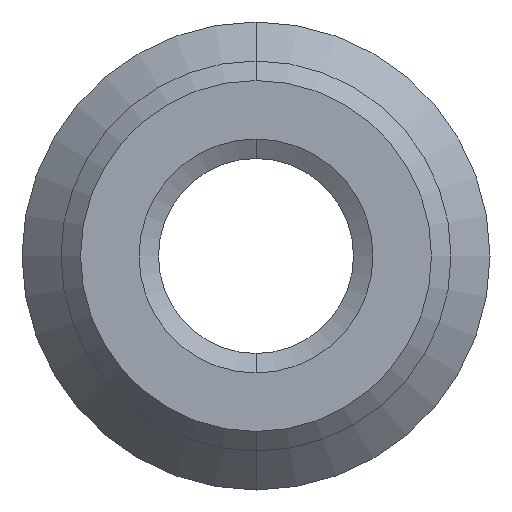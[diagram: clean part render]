
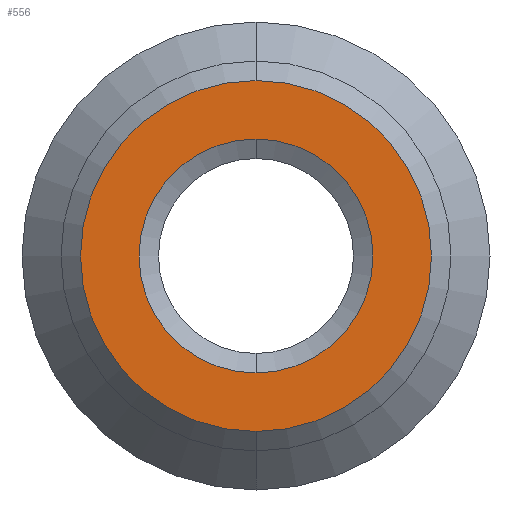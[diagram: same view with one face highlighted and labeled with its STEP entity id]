
A CAD part, front view. The second image highlights one B-rep face of the part: STEP entity #556.
In plain terms, the highlighted planar face has unit normal (0, -1, 0).
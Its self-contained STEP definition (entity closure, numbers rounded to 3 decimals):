
#3 = AXIS2_PLACEMENT_3D ( 'NONE', #16, #7, #6 ) ;
#4 = CIRCLE ( 'NONE', #3, 4.5 ) ;
#6 = DIRECTION ( 'NONE',  ( 0., 0., -1. ) ) ;
#7 = DIRECTION ( 'NONE',  ( 0., -1., 0. ) ) ;
#16 = CARTESIAN_POINT ( 'NONE',  ( 0., 0., 0. ) ) ;
#20 = CARTESIAN_POINT ( 'NONE',  ( 0., 0., -3. ) ) ;
#35 = DIRECTION ( 'NONE',  ( 0., 0., -1. ) ) ;
#36 = DIRECTION ( 'NONE',  ( 0., -1., 0. ) ) ;
#37 = CARTESIAN_POINT ( 'NONE',  ( 0., 0., 0. ) ) ;
#38 = AXIS2_PLACEMENT_3D ( 'NONE', #37, #36, #35 ) ;
#39 = CIRCLE ( 'NONE', #38, 3. ) ;
#206 = CARTESIAN_POINT ( 'NONE',  ( 0., 0., -4.5 ) ) ;
#438 = DIRECTION ( 'NONE',  ( 0., 0., -1. ) ) ;
#446 = DIRECTION ( 'NONE',  ( 0., -1., 0. ) ) ;
#447 = CARTESIAN_POINT ( 'NONE',  ( 0., 0., 0. ) ) ;
#448 = AXIS2_PLACEMENT_3D ( 'NONE', #447, #446, #438 ) ;
#449 = CIRCLE ( 'NONE', #448, 3. ) ;
#463 = CARTESIAN_POINT ( 'NONE',  ( 0., 0., 3. ) ) ;
#470 = ORIENTED_EDGE ( 'NONE', *, *, #547, .T. ) ;
#547 = EDGE_CURVE ( 'NONE', #640, #548, #919, .T. ) ;
#548 = VERTEX_POINT ( 'NONE', #914 ) ;
#552 = EDGE_LOOP ( 'NONE', ( #614, #553 ) ) ;
#553 = ORIENTED_EDGE ( 'NONE', *, *, #597, .F. ) ;
#556 = ADVANCED_FACE ( 'NONE', ( #910, #909 ), #904, .T. ) ;
#597 = EDGE_CURVE ( 'NONE', #599, #619, #449, .T. ) ;
#599 = VERTEX_POINT ( 'NONE', #463 ) ;
#610 = EDGE_LOOP ( 'NONE', ( #611, #470 ) ) ;
#611 = ORIENTED_EDGE ( 'NONE', *, *, #612, .T. ) ;
#612 = EDGE_CURVE ( 'NONE', #548, #640, #4, .T. ) ;
#614 = ORIENTED_EDGE ( 'NONE', *, *, #624, .F. ) ;
#619 = VERTEX_POINT ( 'NONE', #20 ) ;
#624 = EDGE_CURVE ( 'NONE', #619, #599, #39, .T. ) ;
#640 = VERTEX_POINT ( 'NONE', #206 ) ;
#899 = DIRECTION ( 'NONE',  ( 0., 0., -1. ) ) ;
#900 = DIRECTION ( 'NONE',  ( 0., -1., 0. ) ) ;
#901 = CARTESIAN_POINT ( 'NONE',  ( 4.5, 0., 0. ) ) ;
#902 = AXIS2_PLACEMENT_3D ( 'NONE', #901, #900, #899 ) ;
#904 = PLANE ( 'NONE',  #902 ) ;
#909 = FACE_OUTER_BOUND ( 'NONE', #610, .T. ) ;
#910 = FACE_BOUND ( 'NONE', #552, .T. ) ;
#914 = CARTESIAN_POINT ( 'NONE',  ( 0., 0., 4.5 ) ) ;
#915 = DIRECTION ( 'NONE',  ( 0., 0., -1. ) ) ;
#916 = DIRECTION ( 'NONE',  ( 0., -1., 0. ) ) ;
#917 = CARTESIAN_POINT ( 'NONE',  ( 0., 0., 0. ) ) ;
#918 = AXIS2_PLACEMENT_3D ( 'NONE', #917, #916, #915 ) ;
#919 = CIRCLE ( 'NONE', #918, 4.5 ) ;
